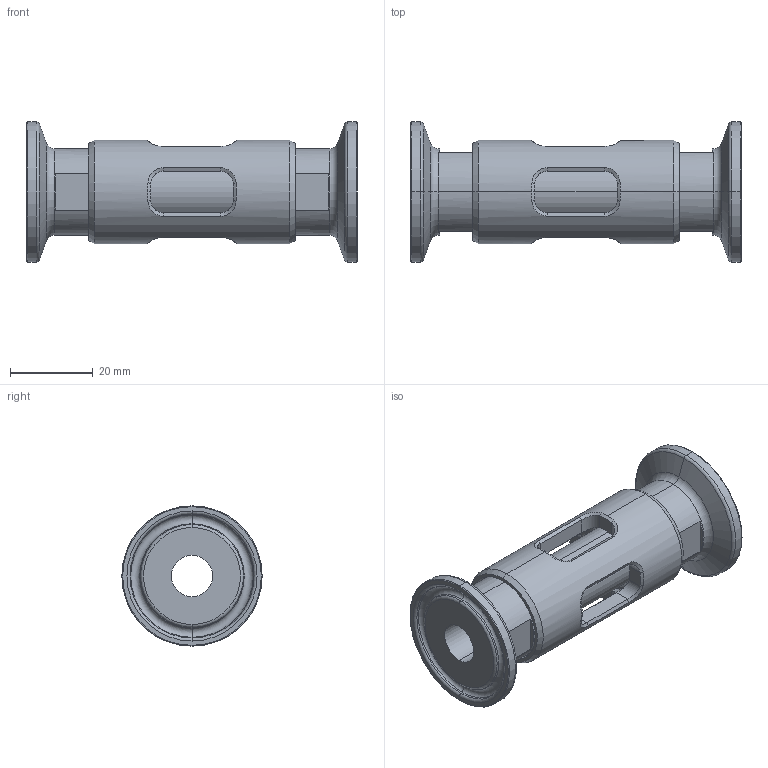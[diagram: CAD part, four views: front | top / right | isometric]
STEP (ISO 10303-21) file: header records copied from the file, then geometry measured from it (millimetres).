
FILE_DESCRIPTION (( 'STEP AP214' ), '1' );
FILE_NAME ('SG.SV.D010.STEP', '2020-02-10T14:26:56', ( '' ), ( '' ), 'SwSTEP 2.0', 'SolidWorks 2019', '' );
FILE_SCHEMA (( 'AUTOMOTIVE_DESIGN' ));
Length unit declared in the file: millimetre
Products named in the file (6): C0444 - VFI ORINGS_DN10C; C0444 - VFI ORINGS_DN10S; C0444 - SVFI FLANGE ENDS_DN10; DIN 32676 - STD - VFI - GLASS_DN10; SG.SV.D010; C0444 - SVFI BODIES_DN10
Assembly tree (8 placements, depth 2):
  SG.SV.D010
    C0444 - SVFI BODIES_DN10
    C0444 - VFI ORINGS_DN10S  x2
    C0444 - SVFI FLANGE ENDS_DN10  x2
    C0444 - VFI ORINGS_DN10C  x2
    DIN 32676 - STD - VFI - GLASS_DN10
Bounding box: 80 x 34 x 34 mm (x, y, z)
Volume: 26384.8 mm3; surface area: 21312.1 mm2
Topology: 8 solids, 8 shells, 332 faces, 776 edges, 470 vertices
Faces by surface type: cylinder 114, torus 80, plane 64, cone 46, bspline 28
Entity records: 15031 total; most frequent: CARTESIAN_POINT 9361, ORIENTED_EDGE 1182, DIRECTION 1110, EDGE_CURVE 591, AXIS2_PLACEMENT_3D 471, VERTEX_POINT 360, EDGE_LOOP 275, FACE_OUTER_BOUND 249
